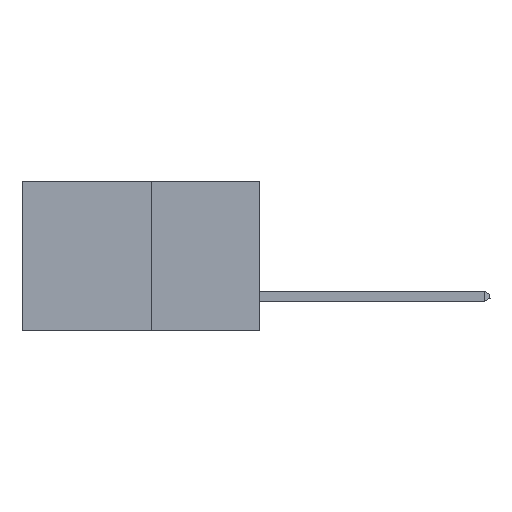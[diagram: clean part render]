
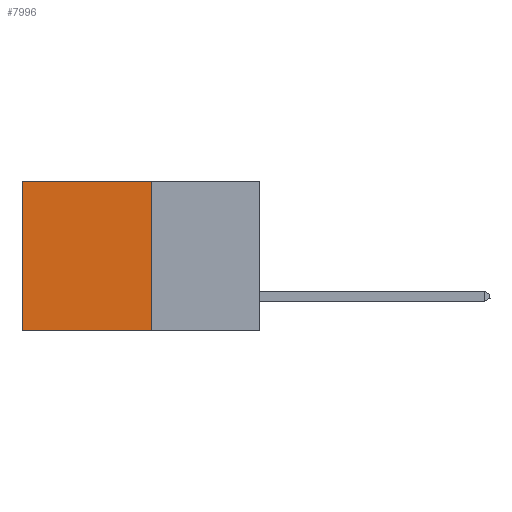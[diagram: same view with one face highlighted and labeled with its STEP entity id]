
A CAD part, left-side view. The second image highlights one B-rep face of the part: STEP entity #7996.
In plain terms, the highlighted planar face has unit normal (-1, 0, 0).
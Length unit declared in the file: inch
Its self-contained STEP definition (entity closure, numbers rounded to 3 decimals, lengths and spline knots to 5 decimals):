
#400 = EDGE_CURVE ( 'NONE', #6779, #12031, #10612, .T. ) ;
#827 = LINE ( 'NONE', #10512, #12498 ) ;
#2411 = CARTESIAN_POINT ( 'NONE',  ( 0.277, 0.27, -0.37 ) ) ;
#2561 = VECTOR ( 'NONE', #8720, 39.37008 ) ;
#2826 = AXIS2_PLACEMENT_3D ( 'NONE', #15276, #14002, #13544 ) ;
#3043 = EDGE_CURVE ( 'NONE', #17773, #6779, #9011, .T. ) ;
#4515 = CARTESIAN_POINT ( 'NONE',  ( 0.277, 0.59, -0.37 ) ) ;
#5435 = CARTESIAN_POINT ( 'NONE',  ( 0.277, 0.27, 0. ) ) ;
#6000 = FACE_OUTER_BOUND ( 'NONE', #11533, .T. ) ;
#6779 = VERTEX_POINT ( 'NONE', #10730 ) ;
#7270 = CARTESIAN_POINT ( 'NONE',  ( 0.277, 0.27, -0.37 ) ) ;
#7359 = VERTEX_POINT ( 'NONE', #18742 ) ;
#7444 = ORIENTED_EDGE ( 'NONE', *, *, #400, .F. ) ;
#7996 = ADVANCED_FACE ( 'NONE', ( #6000 ), #14683, .F. ) ;
#8720 = DIRECTION ( 'NONE',  ( 0., 1., 0. ) ) ;
#9011 = LINE ( 'NONE', #7270, #13543 ) ;
#10512 = CARTESIAN_POINT ( 'NONE',  ( 0.277, 0.59, -0.37 ) ) ;
#10612 = LINE ( 'NONE', #2411, #2561 ) ;
#10730 = CARTESIAN_POINT ( 'NONE',  ( 0.277, 0.27, -0.37 ) ) ;
#11533 = EDGE_LOOP ( 'NONE', ( #18911, #7444, #11543, #19357 ) ) ;
#11543 = ORIENTED_EDGE ( 'NONE', *, *, #3043, .F. ) ;
#11830 = CARTESIAN_POINT ( 'NONE',  ( 0.277, 0.27, 0. ) ) ;
#11860 = LINE ( 'NONE', #5435, #19227 ) ;
#12031 = VERTEX_POINT ( 'NONE', #4515 ) ;
#12498 = VECTOR ( 'NONE', #14973, 39.37008 ) ;
#13543 = VECTOR ( 'NONE', #17478, 39.37008 ) ;
#13544 = DIRECTION ( 'NONE',  ( 0., 0., -1. ) ) ;
#14002 = DIRECTION ( 'NONE',  ( 1., 0., 0. ) ) ;
#14057 = EDGE_CURVE ( 'NONE', #7359, #12031, #827, .T. ) ;
#14683 = PLANE ( 'NONE',  #2826 ) ;
#14973 = DIRECTION ( 'NONE',  ( 0., 0., -1. ) ) ;
#15276 = CARTESIAN_POINT ( 'NONE',  ( 0.277, 0.27, -0.37 ) ) ;
#17456 = DIRECTION ( 'NONE',  ( 0., 1., 0. ) ) ;
#17478 = DIRECTION ( 'NONE',  ( 0., 0., -1. ) ) ;
#17773 = VERTEX_POINT ( 'NONE', #11830 ) ;
#18137 = EDGE_CURVE ( 'NONE', #17773, #7359, #11860, .T. ) ;
#18742 = CARTESIAN_POINT ( 'NONE',  ( 0.277, 0.59, 0. ) ) ;
#18911 = ORIENTED_EDGE ( 'NONE', *, *, #14057, .T. ) ;
#19227 = VECTOR ( 'NONE', #17456, 39.37008 ) ;
#19357 = ORIENTED_EDGE ( 'NONE', *, *, #18137, .T. ) ;
